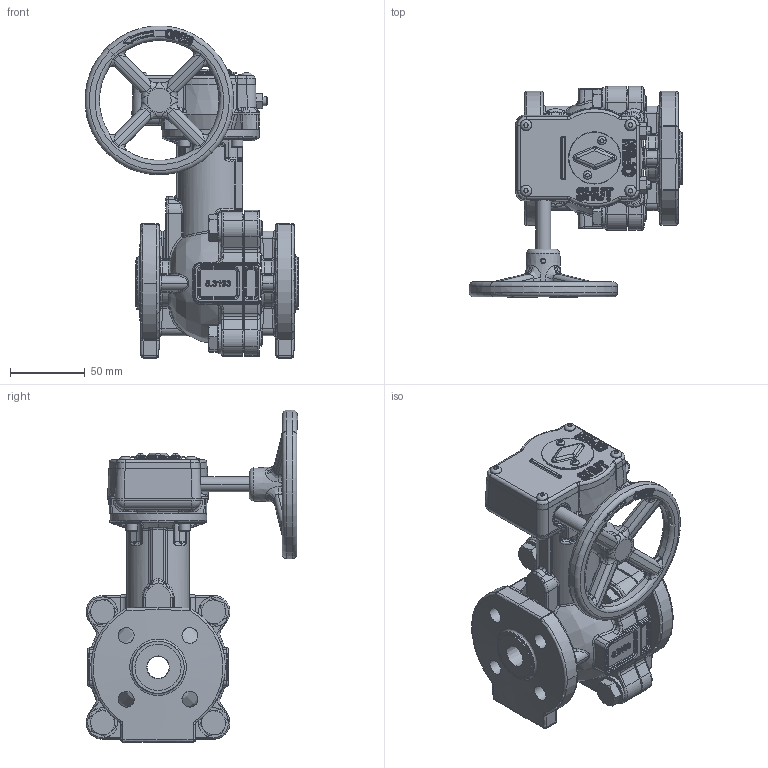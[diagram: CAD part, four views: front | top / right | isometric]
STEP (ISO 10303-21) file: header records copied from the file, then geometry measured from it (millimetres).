
FILE_DESCRIPTION(('HOOPS Exchange Step'),'2;1');
FILE_NAME('FK13011003.stp','2025-09-18T10:59:21+02:00',('nieru'),('Unknown organisation'),'HOOPS Exchange 2024.2','HOOPS Exchange','Unknown authorisation');
FILE_SCHEMA( ('AP203_CONFIGURATION_CONTROLLED_3D_DESIGN_OF_MECHANICAL_PARTS_AND_ASSEMBLIES_MIM_LF') );
Length unit declared in the file: millimetre
Products named in the file (4): 0; root
Assembly tree (3 placements, depth 3):
  root
    0
      0
      0
Bounding box: 143.2 x 141.72 x 222.29 mm (x, y, z)
Volume: 869295.6 mm3; surface area: 154700.4 mm2
Topology: 19 solids, 19 shells, 2714 faces, 6675 edges, 4054 vertices
Faces by surface type: cylinder 784, bspline 784, plane 632, torus 214, cone 188, sphere 87, extrusion 25
Full cylindrical faces by diameter (mm): 2.2 x4, 3.5 x3, 4.134 x1, 4.844 x4, 7 x4, 7.6 x4, 7.872 x4, 8.962 x4, 10 x9, 10.5 x4, 10.592 x8, 11.5 x4, 14.63 x4, 20 x4, 30.9 x2, 32 x2, 34.9 x2, 36 x1, 65 x1, 86 x1, 92 x2
Entity records: 238964 total; most frequent: CARTESIAN_POINT 182552, ORIENTED_EDGE 13246, DIRECTION 9111, EDGE_CURVE 6623, VERTEX_POINT 4053, AXIS2_PLACEMENT_3D 3490, EDGE_LOOP 2874, FACE_BOUND 2874
